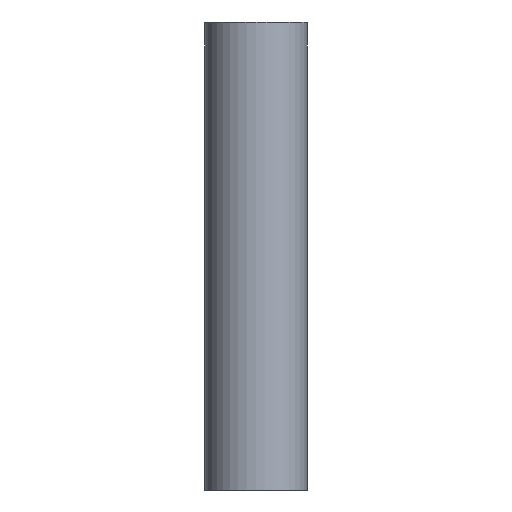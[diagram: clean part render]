
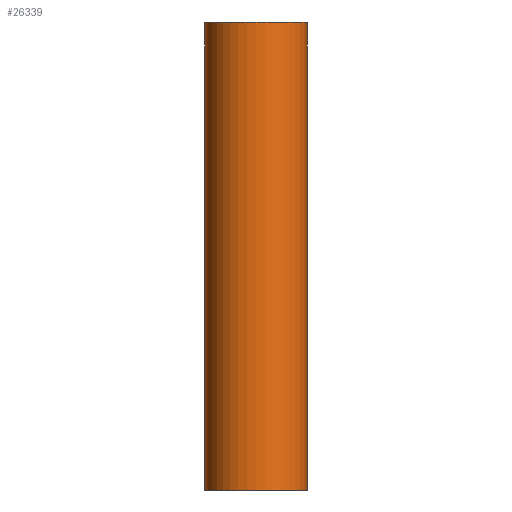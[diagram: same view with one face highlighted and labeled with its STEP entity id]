
A CAD part, front view. The second image highlights one B-rep face of the part: STEP entity #26339.
In plain terms, the highlighted cylindrical face has radius 11.5 mm (diameter 23 mm), a partial arc.
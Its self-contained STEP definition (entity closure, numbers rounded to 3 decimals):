
#26192 = EDGE_LOOP ( 'NONE', ( #26298, #26308, #26311, #26278 ) ) ;
#26202 = EDGE_CURVE ( 'NONE', #26204, #26306, #33506, .T. ) ;
#26203 = VERTEX_POINT ( 'NONE', #33539 ) ;
#26204 = VERTEX_POINT ( 'NONE', #33537 ) ;
#26217 = EDGE_CURVE ( 'NONE', #26204, #26203, #33582, .T. ) ;
#26231 = EDGE_CURVE ( 'NONE', #26203, #26277, #33647, .T. ) ;
#26277 = VERTEX_POINT ( 'NONE', #33827 ) ;
#26278 = ORIENTED_EDGE ( 'NONE', *, *, #26231, .F. ) ;
#26298 = ORIENTED_EDGE ( 'NONE', *, *, #26217, .F. ) ;
#26306 = VERTEX_POINT ( 'NONE', #33929 ) ;
#26308 = ORIENTED_EDGE ( 'NONE', *, *, #26202, .T. ) ;
#26311 = ORIENTED_EDGE ( 'NONE', *, *, #26351, .T. ) ;
#26339 = ADVANCED_FACE ( 'NONE', ( #33946 ), #33969, .T. ) ;
#26351 = EDGE_CURVE ( 'NONE', #26306, #26277, #34049, .T. ) ;
#33506 = CIRCLE ( 'NONE', #33555, 11.5 ) ;
#33534 = DIRECTION ( 'NONE',  ( 1., 0., 0. ) ) ;
#33535 = DIRECTION ( 'NONE',  ( 0., 0., 1. ) ) ;
#33536 = CARTESIAN_POINT ( 'NONE',  ( 0., 0., -105. ) ) ;
#33537 = CARTESIAN_POINT ( 'NONE',  ( -11.5, 0., -105. ) ) ;
#33539 = CARTESIAN_POINT ( 'NONE',  ( -11.5, 0., 0. ) ) ;
#33555 = AXIS2_PLACEMENT_3D ( 'NONE', #33536, #33535, #33534 ) ;
#33576 = DIRECTION ( 'NONE',  ( 0., 0., 1. ) ) ;
#33577 = VECTOR ( 'NONE', #33576, 1000. ) ;
#33581 = CARTESIAN_POINT ( 'NONE',  ( -11.5, 0., -105. ) ) ;
#33582 = LINE ( 'NONE', #33581, #33577 ) ;
#33638 = DIRECTION ( 'NONE',  ( 1., 0., 0. ) ) ;
#33639 = DIRECTION ( 'NONE',  ( 0., 0., 1. ) ) ;
#33640 = CARTESIAN_POINT ( 'NONE',  ( 0., 0., 0. ) ) ;
#33647 = CIRCLE ( 'NONE', #33651, 11.5 ) ;
#33651 = AXIS2_PLACEMENT_3D ( 'NONE', #33640, #33639, #33638 ) ;
#33827 = CARTESIAN_POINT ( 'NONE',  ( 11.5, 0., 0. ) ) ;
#33929 = CARTESIAN_POINT ( 'NONE',  ( 11.5, 0., -105. ) ) ;
#33946 = FACE_OUTER_BOUND ( 'NONE', #26192, .T. ) ;
#33969 = CYLINDRICAL_SURFACE ( 'NONE', #33970, 11.5 ) ;
#33970 = AXIS2_PLACEMENT_3D ( 'NONE', #34019, #34018, #34020 ) ;
#34018 = DIRECTION ( 'NONE',  ( 0., 0., 1. ) ) ;
#34019 = CARTESIAN_POINT ( 'NONE',  ( 0., 0., -105. ) ) ;
#34020 = DIRECTION ( 'NONE',  ( 1., 0., 0. ) ) ;
#34046 = DIRECTION ( 'NONE',  ( 0., 0., 1. ) ) ;
#34047 = VECTOR ( 'NONE', #34046, 1000. ) ;
#34048 = CARTESIAN_POINT ( 'NONE',  ( 11.5, 0., -105. ) ) ;
#34049 = LINE ( 'NONE', #34048, #34047 ) ;
